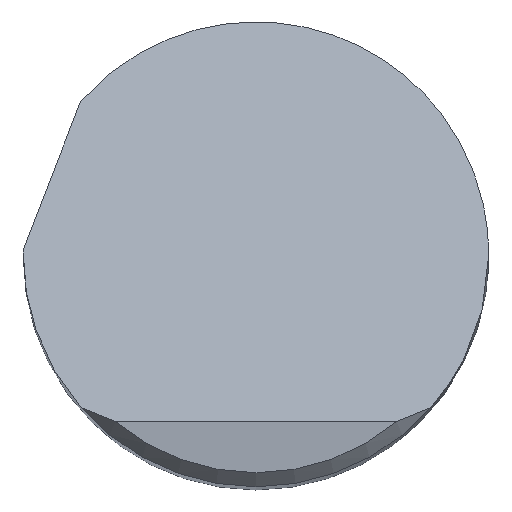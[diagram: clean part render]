
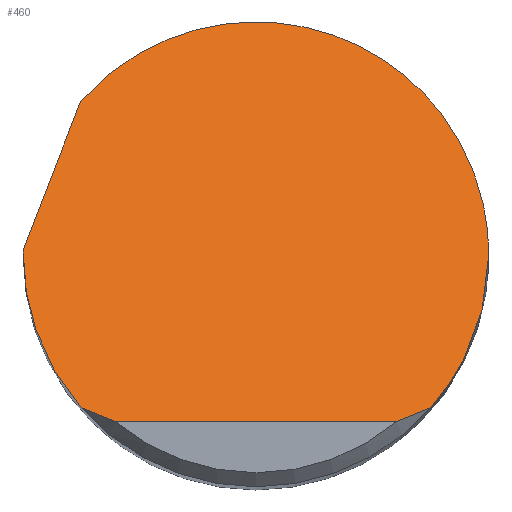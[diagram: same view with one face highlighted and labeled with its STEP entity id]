
A CAD part, top view. The second image highlights one B-rep face of the part: STEP entity #460.
In plain terms, the highlighted planar face has unit normal (0, 0.707, 0.707).
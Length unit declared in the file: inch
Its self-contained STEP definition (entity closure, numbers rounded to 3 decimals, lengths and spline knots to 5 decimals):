
#6 = ORIENTED_EDGE ( 'NONE', *, *, #52, .F. ) ;
#8 = EDGE_CURVE ( 'NONE', #53, #478, #406, .T. ) ;
#12 = VECTOR ( 'NONE', #110, 39.37008 ) ;
#36 = CARTESIAN_POINT ( 'NONE',  ( -0.25, -0.06141, 3.38141 ) ) ;
#39 = LINE ( 'NONE', #472, #191 ) ;
#42 = CARTESIAN_POINT ( 'NONE',  ( -0.24995, 0.005, 3.315 ) ) ;
#50 = CARTESIAN_POINT ( 'NONE',  ( -0.25, 0.00167, 3.31833 ) ) ;
#52 = EDGE_CURVE ( 'NONE', #457, #642, #506, .T. ) ;
#53 = VERTEX_POINT ( 'NONE', #605 ) ;
#54 = CARTESIAN_POINT ( 'NONE',  ( 0.16367, -0.17542, 3.49542 ) ) ;
#76 = CARTESIAN_POINT ( 'NONE',  ( 0.25, 0.27527, 3.04473 ) ) ;
#77 = AXIS2_PLACEMENT_3D ( 'NONE', #652, #501, #243 ) ;
#86 = CARTESIAN_POINT ( 'NONE',  ( 0.25, 0., 3.32 ) ) ;
#89 = CARTESIAN_POINT ( 'NONE',  ( -0.18855, 0.16416, 3.15584 ) ) ;
#91 = CARTESIAN_POINT ( 'NONE',  ( 0.25, 0., 3.32 ) ) ;
#92 = CARTESIAN_POINT ( 'NONE',  ( -0.15108, -0.18, 3.5 ) ) ;
#110 = DIRECTION ( 'NONE',  ( 0.263, 0.682, -0.682 ) ) ;
#119 = ORIENTED_EDGE ( 'NONE', *, *, #176, .F. ) ;
#132 = CARTESIAN_POINT ( 'NONE',  ( -0.0078, 0.37177, 2.94823 ) ) ;
#139 = CARTESIAN_POINT ( 'NONE',  ( -0.18782, -0.165, 3.485 ) ) ;
#143 = CARTESIAN_POINT ( 'NONE',  ( -0.17589, -0.1704, 3.4904 ) ) ;
#157 = EDGE_CURVE ( 'NONE', #457, #646, #534, .T. ) ;
#161 = CARTESIAN_POINT ( 'NONE',  ( -0.31638, -0.1672, 3.4872 ) ) ;
#162 = CARTESIAN_POINT ( 'NONE',  ( -0.24998, 0.00333, 3.31667 ) ) ;
#168 = ORIENTED_EDGE ( 'NONE', *, *, #573, .T. ) ;
#176 = EDGE_CURVE ( 'NONE', #642, #627, #271, .T. ) ;
#189 = CARTESIAN_POINT ( 'NONE',  ( -0.18782, -0.165, 3.485 ) ) ;
#191 = VECTOR ( 'NONE', #309, 39.37008 ) ;
#193 = EDGE_CURVE ( 'NONE', #328, #422, #633, .T. ) ;
#212 = CARTESIAN_POINT ( 'NONE',  ( -0.24995, 0.005, 3.315 ) ) ;
#237 = CARTESIAN_POINT ( 'NONE',  ( -0.22834, -0.11887, 3.43887 ) ) ;
#243 = DIRECTION ( 'NONE',  ( 0., 0.707, -0.707 ) ) ;
#247 = CARTESIAN_POINT ( 'NONE',  ( 0.25, 0., 3.32 ) ) ;
#271 =( BOUNDED_CURVE ( )  B_SPLINE_CURVE ( 3, ( #550, #50, #162, #212 ),
 .UNSPECIFIED., .F., .F. ) 
 B_SPLINE_CURVE_WITH_KNOTS ( ( 4, 4 ),
 ( 4.71239, 4.73239 ),
 .UNSPECIFIED. ) 
 CURVE ( )  GEOMETRIC_REPRESENTATION_ITEM ( )  RATIONAL_B_SPLINE_CURVE ( ( 1., 1., 1., 1. ) ) 
 REPRESENTATION_ITEM ( '' )  );
#277 = CARTESIAN_POINT ( 'NONE',  ( 0.15108, -0.18, 3.5 ) ) ;
#290 = CARTESIAN_POINT ( 'NONE',  ( 0.25, -0.06141, 3.38141 ) ) ;
#306 = CARTESIAN_POINT ( 'NONE',  ( 0.15108, -0.18, 3.5 ) ) ;
#309 = DIRECTION ( 'NONE',  ( 1., 0., 0. ) ) ;
#317 = ORIENTED_EDGE ( 'NONE', *, *, #518, .F. ) ;
#319 = CARTESIAN_POINT ( 'NONE',  ( 0.18782, -0.165, 3.485 ) ) ;
#328 = VERTEX_POINT ( 'NONE', #277 ) ;
#351 = CARTESIAN_POINT ( 'NONE',  ( -0.16367, -0.17542, 3.49542 ) ) ;
#366 = CARTESIAN_POINT ( 'NONE',  ( -0.15108, -0.18, 3.5 ) ) ;
#387 = CARTESIAN_POINT ( 'NONE',  ( -0.25, 0., 3.32 ) ) ;
#406 =( BOUNDED_CURVE ( )  B_SPLINE_CURVE ( 3, ( #89, #132, #76, #86 ),
 .UNSPECIFIED., .F., .F. ) 
 B_SPLINE_CURVE_WITH_KNOTS ( ( 4, 4 ),
 ( 5.42872, 7.85398 ),
 .UNSPECIFIED. ) 
 CURVE ( )  GEOMETRIC_REPRESENTATION_ITEM ( )  RATIONAL_B_SPLINE_CURVE ( ( 1., 0.567, 0.567, 1. ) ) 
 REPRESENTATION_ITEM ( '' )  );
#420 = ORIENTED_EDGE ( 'NONE', *, *, #157, .T. ) ;
#422 = VERTEX_POINT ( 'NONE', #660 ) ;
#455 = CARTESIAN_POINT ( 'NONE',  ( 0.22834, -0.11887, 3.43887 ) ) ;
#457 = VERTEX_POINT ( 'NONE', #139 ) ;
#460 = ADVANCED_FACE ( 'NONE', ( #510 ), #495, .F. ) ;
#464 = CARTESIAN_POINT ( 'NONE',  ( -0.25, 0., 3.32 ) ) ;
#472 = CARTESIAN_POINT ( 'NONE',  ( 0., -0.18, 3.5 ) ) ;
#478 = VERTEX_POINT ( 'NONE', #91 ) ;
#495 = PLANE ( 'NONE',  #77 ) ;
#501 = DIRECTION ( 'NONE',  ( 0., -0.707, -0.707 ) ) ;
#506 =( BOUNDED_CURVE ( )  B_SPLINE_CURVE ( 3, ( #189, #237, #36, #387 ),
 .UNSPECIFIED., .F., .F. ) 
 B_SPLINE_CURVE_WITH_KNOTS ( ( 4, 4 ),
 ( 3.99157, 4.71239 ),
 .UNSPECIFIED. ) 
 CURVE ( )  GEOMETRIC_REPRESENTATION_ITEM ( )  RATIONAL_B_SPLINE_CURVE ( ( 1., 0.957, 0.957, 1. ) ) 
 REPRESENTATION_ITEM ( '' )  );
#510 = FACE_OUTER_BOUND ( 'NONE', #568, .T. ) ;
#518 = EDGE_CURVE ( 'NONE', #478, #422, #618, .T. ) ;
#534 = B_SPLINE_CURVE_WITH_KNOTS ( 'NONE', 3,
 ( #559, #143, #351, #92 ),
 .UNSPECIFIED., .F., .F.,
 ( 4, 4 ),
 ( 0., 0.00108 ),
 .UNSPECIFIED. ) ;
#550 = CARTESIAN_POINT ( 'NONE',  ( -0.25, 0., 3.32 ) ) ;
#559 = CARTESIAN_POINT ( 'NONE',  ( -0.18782, -0.165, 3.485 ) ) ;
#568 = EDGE_LOOP ( 'NONE', ( #168, #596, #317, #615, #678, #119, #6, #420 ) ) ;
#573 = EDGE_CURVE ( 'NONE', #646, #328, #39, .T. ) ;
#582 = CARTESIAN_POINT ( 'NONE',  ( 0.17589, -0.1704, 3.4904 ) ) ;
#595 = EDGE_CURVE ( 'NONE', #627, #53, #628, .T. ) ;
#596 = ORIENTED_EDGE ( 'NONE', *, *, #193, .T. ) ;
#605 = CARTESIAN_POINT ( 'NONE',  ( -0.18855, 0.16416, 3.15584 ) ) ;
#615 = ORIENTED_EDGE ( 'NONE', *, *, #8, .F. ) ;
#618 =( BOUNDED_CURVE ( )  B_SPLINE_CURVE ( 3, ( #247, #290, #455, #619 ),
 .UNSPECIFIED., .F., .F. ) 
 B_SPLINE_CURVE_WITH_KNOTS ( ( 4, 4 ),
 ( 1.5708, 2.29162 ),
 .UNSPECIFIED. ) 
 CURVE ( )  GEOMETRIC_REPRESENTATION_ITEM ( )  RATIONAL_B_SPLINE_CURVE ( ( 1., 0.957, 0.957, 1. ) ) 
 REPRESENTATION_ITEM ( '' )  );
#619 = CARTESIAN_POINT ( 'NONE',  ( 0.18782, -0.165, 3.485 ) ) ;
#627 = VERTEX_POINT ( 'NONE', #42 ) ;
#628 = LINE ( 'NONE', #161, #12 ) ;
#633 = B_SPLINE_CURVE_WITH_KNOTS ( 'NONE', 3,
 ( #306, #54, #582, #319 ),
 .UNSPECIFIED., .F., .F.,
 ( 4, 4 ),
 ( 0., 0.00108 ),
 .UNSPECIFIED. ) ;
#642 = VERTEX_POINT ( 'NONE', #464 ) ;
#646 = VERTEX_POINT ( 'NONE', #366 ) ;
#652 = CARTESIAN_POINT ( 'NONE',  ( -0.25, -0.18, 3.5 ) ) ;
#660 = CARTESIAN_POINT ( 'NONE',  ( 0.18782, -0.165, 3.485 ) ) ;
#678 = ORIENTED_EDGE ( 'NONE', *, *, #595, .F. ) ;
